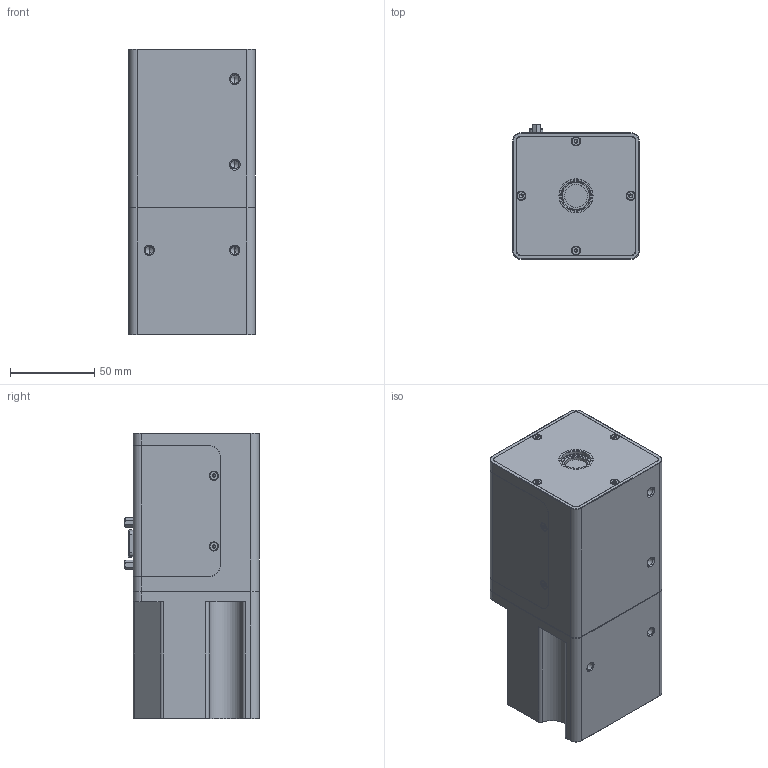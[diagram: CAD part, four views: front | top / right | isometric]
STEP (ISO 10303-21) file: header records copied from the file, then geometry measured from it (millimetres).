
FILE_DESCRIPTION (( 'STEP AP203' ), '1' );
FILE_NAME ('MBE-1x-4x-0515-v.3.4.STEP', '2020-06-26T12:02:29', ( '' ), ( '' ), 'SwSTEP 2.0', 'SolidWorks 2020', '' );
FILE_SCHEMA (( 'CONFIG_CONTROL_DESIGN' ));
Length unit declared in the file: millimetre
Products named in the file (1): MBE-1x-4x-0515-v.3.4
Bounding box: 75 x 80 x 169.63 mm (x, y, z)
Volume: 890098.2 mm3; surface area: 70131.8 mm2
Topology: 1 solids, 19 shells, 918 faces, 2235 edges, 1386 vertices
Faces by surface type: cylinder 465, cone 214, plane 213, bspline 16, torus 8, sphere 2
Entity records: 32644 total; most frequent: CARTESIAN_POINT 11375, DIRECTION 4433, ORIENTED_EDGE 4394, EDGE_CURVE 2197, AXIS2_PLACEMENT_3D 1746, VERTEX_POINT 1386, EDGE_LOOP 1011, LINE 941
